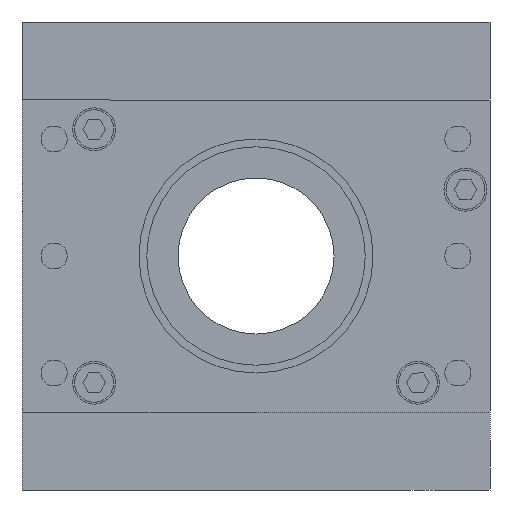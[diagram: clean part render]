
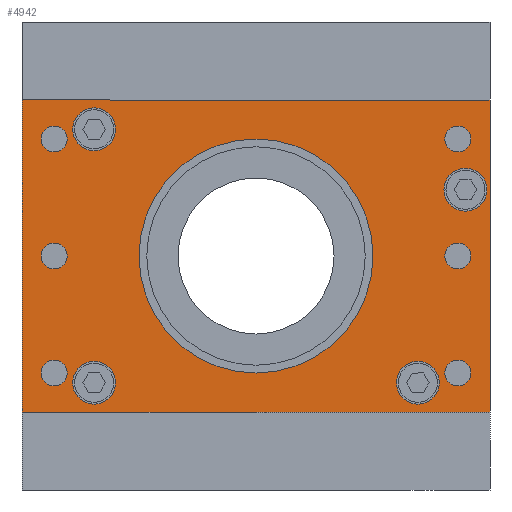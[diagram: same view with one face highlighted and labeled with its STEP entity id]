
A CAD part, left-side view. The second image highlights one B-rep face of the part: STEP entity #4942.
In plain terms, the highlighted planar face has unit normal (-1, 0, 0).
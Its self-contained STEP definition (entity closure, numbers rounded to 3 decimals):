
#1040=CARTESIAN_POINT('',(-20.0,-53.7,22.5));
#1041=VERTEX_POINT('',#1040);
#1042=CARTESIAN_POINT('',(-20.0,-53.7,17.));
#1043=DIRECTION('',(1.0,0.0,0.0));
#1044=DIRECTION('',(0.0,0.0,-1.0));
#1045=AXIS2_PLACEMENT_3D('',#1042,#1043,#1044);
#1046=CIRCLE('',#1045,5.5);
#1047=EDGE_CURVE('',#1041,#1041,#1046,.T.);
#1080=CARTESIAN_POINT('',(-20.0,-41.5,-27.0));
#1081=VERTEX_POINT('',#1080);
#1082=CARTESIAN_POINT('',(-20.0,-41.5,-32.5));
#1083=DIRECTION('',(1.0,0.0,0.0));
#1084=DIRECTION('',(0.0,0.0,-1.0));
#1085=AXIS2_PLACEMENT_3D('',#1082,#1083,#1084);
#1086=CIRCLE('',#1085,5.5);
#1087=EDGE_CURVE('',#1081,#1081,#1086,.T.);
#1120=CARTESIAN_POINT('',(-20.0,41.5,-27.0));
#1121=VERTEX_POINT('',#1120);
#1122=CARTESIAN_POINT('',(-20.0,41.5,-32.5));
#1123=DIRECTION('',(1.0,0.0,0.0));
#1124=DIRECTION('',(0.0,0.0,-1.0));
#1125=AXIS2_PLACEMENT_3D('',#1122,#1123,#1124);
#1126=CIRCLE('',#1125,5.5);
#1127=EDGE_CURVE('',#1121,#1121,#1126,.T.);
#1160=CARTESIAN_POINT('',(-20.0,41.5,38.));
#1161=VERTEX_POINT('',#1160);
#1162=CARTESIAN_POINT('',(-20.0,41.5,32.5));
#1163=DIRECTION('',(1.0,0.0,0.0));
#1164=DIRECTION('',(0.0,0.0,-1.0));
#1165=AXIS2_PLACEMENT_3D('',#1162,#1163,#1164);
#1166=CIRCLE('',#1165,5.5);
#1167=EDGE_CURVE('',#1161,#1161,#1166,.T.);
#4736=CARTESIAN_POINT('',(-20.0,-60.,-40.0));
#4737=VERTEX_POINT('',#4736);
#4816=CARTESIAN_POINT('',(-20.0,0.0,0.));
#4817=DIRECTION('',(1.0,0.0,0.0));
#4818=DIRECTION('',(0.0,0.0,-1.0));
#4819=AXIS2_PLACEMENT_3D('',#4816,#4817,#4818);
#4820=PLANE('',#4819);
#4821=CARTESIAN_POINT('',(-20.0,60.,-40.0));
#4822=VERTEX_POINT('',#4821);
#4823=CARTESIAN_POINT('',(-20.0,60.,-40.0));
#4824=DIRECTION('',(0.0,-1.0,0.0));
#4825=VECTOR('',#4824,120.);
#4826=LINE('',#4823,#4825);
#4827=EDGE_CURVE('',#4822,#4737,#4826,.T.);
#4828=ORIENTED_EDGE('',*,*,#4827,.T.);
#4829=CARTESIAN_POINT('',(-20.0,-60.,40.0));
#4830=VERTEX_POINT('',#4829);
#4831=CARTESIAN_POINT('',(-20.0,-60.,40.0));
#4832=DIRECTION('',(0.0,0.0,-1.0));
#4833=VECTOR('',#4832,80.0);
#4834=LINE('',#4831,#4833);
#4835=EDGE_CURVE('',#4830,#4737,#4834,.T.);
#4836=ORIENTED_EDGE('',*,*,#4835,.F.);
#4837=CARTESIAN_POINT('',(-20.0,60.,40.));
#4838=VERTEX_POINT('',#4837);
#4839=CARTESIAN_POINT('',(-20.0,-60.,40.0));
#4840=DIRECTION('',(0.0,1.0,0.0));
#4841=VECTOR('',#4840,120.0);
#4842=LINE('',#4839,#4841);
#4843=EDGE_CURVE('',#4830,#4838,#4842,.T.);
#4844=ORIENTED_EDGE('',*,*,#4843,.T.);
#4845=CARTESIAN_POINT('',(-20.0,60.,-40.0));
#4846=DIRECTION('',(0.0,0.0,1.0));
#4847=VECTOR('',#4846,80.);
#4848=LINE('',#4845,#4847);
#4849=EDGE_CURVE('',#4822,#4838,#4848,.T.);
#4850=ORIENTED_EDGE('',*,*,#4849,.F.);
#4851=EDGE_LOOP('',(#4828,#4836,#4844,#4850));
#4852=FACE_OUTER_BOUND('',#4851,.T.);
#4853=ORIENTED_EDGE('',*,*,#1047,.T.);
#4854=EDGE_LOOP('',(#4853));
#4855=FACE_BOUND('',#4854,.T.);
#4856=ORIENTED_EDGE('',*,*,#1087,.T.);
#4857=EDGE_LOOP('',(#4856));
#4858=FACE_BOUND('',#4857,.T.);
#4859=ORIENTED_EDGE('',*,*,#1127,.T.);
#4860=EDGE_LOOP('',(#4859));
#4861=FACE_BOUND('',#4860,.T.);
#4862=ORIENTED_EDGE('',*,*,#1167,.T.);
#4863=EDGE_LOOP('',(#4862));
#4864=FACE_BOUND('',#4863,.T.);
#4865=CARTESIAN_POINT('',(-20.0,0.,30.0));
#4866=VERTEX_POINT('',#4865);
#4867=CARTESIAN_POINT('',(-20.0,0.0,0.0));
#4868=DIRECTION('',(1.0,0.0,0.0));
#4869=DIRECTION('',(0.0,0.0,-1.0));
#4870=AXIS2_PLACEMENT_3D('',#4867,#4868,#4869);
#4871=CIRCLE('',#4870,30.0);
#4872=EDGE_CURVE('',#4866,#4866,#4871,.T.);
#4873=ORIENTED_EDGE('',*,*,#4872,.T.);
#4874=EDGE_LOOP('',(#4873));
#4875=FACE_BOUND('',#4874,.T.);
#4876=CARTESIAN_POINT('',(-20.0,-51.75,33.323));
#4877=VERTEX_POINT('',#4876);
#4878=CARTESIAN_POINT('',(-20.0,-51.75,30.0));
#4879=DIRECTION('',(1.0,0.0,0.0));
#4880=DIRECTION('',(0.0,0.0,1.0));
#4881=AXIS2_PLACEMENT_3D('',#4878,#4879,#4880);
#4882=CIRCLE('',#4881,3.324);
#4883=EDGE_CURVE('',#4877,#4877,#4882,.T.);
#4884=ORIENTED_EDGE('',*,*,#4883,.T.);
#4885=EDGE_LOOP('',(#4884));
#4886=FACE_BOUND('',#4885,.T.);
#4887=CARTESIAN_POINT('',(-20.0,-51.75,3.323));
#4888=VERTEX_POINT('',#4887);
#4889=CARTESIAN_POINT('',(-20.0,-51.75,0.0));
#4890=DIRECTION('',(1.0,0.0,0.0));
#4891=DIRECTION('',(0.0,0.0,1.0));
#4892=AXIS2_PLACEMENT_3D('',#4889,#4890,#4891);
#4893=CIRCLE('',#4892,3.324);
#4894=EDGE_CURVE('',#4888,#4888,#4893,.T.);
#4895=ORIENTED_EDGE('',*,*,#4894,.T.);
#4896=EDGE_LOOP('',(#4895));
#4897=FACE_BOUND('',#4896,.T.);
#4898=CARTESIAN_POINT('',(-20.0,-51.75,-26.677));
#4899=VERTEX_POINT('',#4898);
#4900=CARTESIAN_POINT('',(-20.0,-51.75,-30.0));
#4901=DIRECTION('',(1.0,0.0,0.0));
#4902=DIRECTION('',(0.0,0.0,1.0));
#4903=AXIS2_PLACEMENT_3D('',#4900,#4901,#4902);
#4904=CIRCLE('',#4903,3.324);
#4905=EDGE_CURVE('',#4899,#4899,#4904,.T.);
#4906=ORIENTED_EDGE('',*,*,#4905,.T.);
#4907=EDGE_LOOP('',(#4906));
#4908=FACE_BOUND('',#4907,.T.);
#4909=CARTESIAN_POINT('',(-20.0,51.75,33.323));
#4910=VERTEX_POINT('',#4909);
#4911=CARTESIAN_POINT('',(-20.0,51.75,30.0));
#4912=DIRECTION('',(1.0,0.0,0.0));
#4913=DIRECTION('',(0.0,0.0,1.0));
#4914=AXIS2_PLACEMENT_3D('',#4911,#4912,#4913);
#4915=CIRCLE('',#4914,3.324);
#4916=EDGE_CURVE('',#4910,#4910,#4915,.T.);
#4917=ORIENTED_EDGE('',*,*,#4916,.T.);
#4918=EDGE_LOOP('',(#4917));
#4919=FACE_BOUND('',#4918,.T.);
#4920=CARTESIAN_POINT('',(-20.0,51.75,3.323));
#4921=VERTEX_POINT('',#4920);
#4922=CARTESIAN_POINT('',(-20.0,51.75,0.0));
#4923=DIRECTION('',(1.0,0.0,0.0));
#4924=DIRECTION('',(0.0,0.0,1.0));
#4925=AXIS2_PLACEMENT_3D('',#4922,#4923,#4924);
#4926=CIRCLE('',#4925,3.324);
#4927=EDGE_CURVE('',#4921,#4921,#4926,.T.);
#4928=ORIENTED_EDGE('',*,*,#4927,.T.);
#4929=EDGE_LOOP('',(#4928));
#4930=FACE_BOUND('',#4929,.T.);
#4931=CARTESIAN_POINT('',(-20.0,51.75,-26.677));
#4932=VERTEX_POINT('',#4931);
#4933=CARTESIAN_POINT('',(-20.0,51.75,-30.0));
#4934=DIRECTION('',(1.0,0.0,0.0));
#4935=DIRECTION('',(0.0,0.0,1.0));
#4936=AXIS2_PLACEMENT_3D('',#4933,#4934,#4935);
#4937=CIRCLE('',#4936,3.324);
#4938=EDGE_CURVE('',#4932,#4932,#4937,.T.);
#4939=ORIENTED_EDGE('',*,*,#4938,.T.);
#4940=EDGE_LOOP('',(#4939));
#4941=FACE_BOUND('',#4940,.T.);
#4942=ADVANCED_FACE('',(#4852,#4855,#4858,#4861,#4864,#4875,#4886,#4897,#4908,#4919,#4930,#4941),#4820,.F.);
